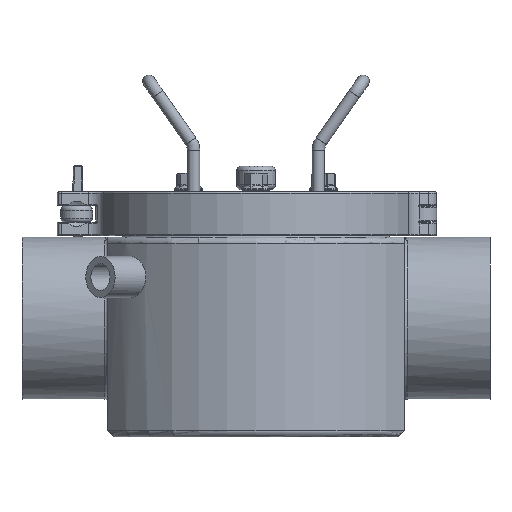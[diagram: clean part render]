
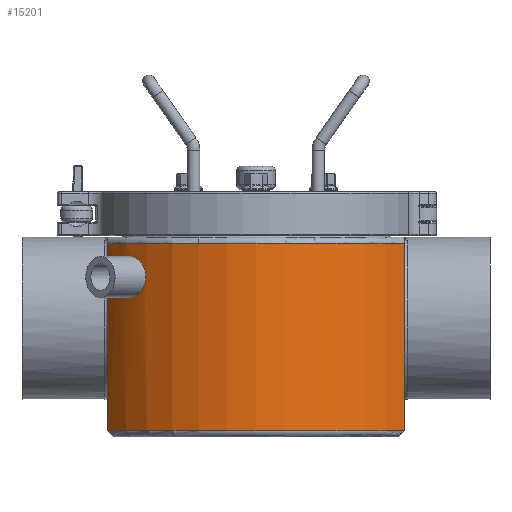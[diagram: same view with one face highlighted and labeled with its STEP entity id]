
A CAD part, front view. The second image highlights one B-rep face of the part: STEP entity #15201.
In plain terms, the highlighted cylindrical face has radius 114 mm (diameter 228 mm), a partial arc.
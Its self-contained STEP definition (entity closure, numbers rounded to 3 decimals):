
#545=B_SPLINE_CURVE_WITH_KNOTS('',3,(#22744,#22745,#22746,#22747,#22748,
#22749,#22750,#22751,#22752,#22753,#22754,#22755,#22756,#22757,#22758,#22759,
#22760,#22761,#22762,#22763,#22764,#22765,#22766,#22767,#22768,#22769,#22770,
#22771,#22772,#22773,#22774,#22775,#22776,#22777),.UNSPECIFIED.,.F.,.F.,
(4,2,2,2,2,2,2,2,2,2,2,2,2,2,2,2,4),(0.,0.5,0.999,
1.499,1.998,2.498,2.998,3.497,
3.997,4.496,4.996,5.496,5.995,
6.495,6.994,7.494,7.994),
 .UNSPECIFIED.);
#971=FACE_BOUND('',#2429,.T.);
#1410=FACE_OUTER_BOUND('',#2428,.T.);
#2428=EDGE_LOOP('',(#9725,#9726,#9727,#9728));
#2429=EDGE_LOOP('',(#9729));
#3566=CIRCLE('',#16340,114.);
#3567=CIRCLE('',#16342,114.);
#4603=LINE('',#23292,#5214);
#4604=LINE('',#23295,#5215);
#5214=VECTOR('',#18400,10.);
#5215=VECTOR('',#18403,10.);
#5789=VERTEX_POINT('',#22740);
#5871=VERTEX_POINT('',#23186);
#5876=VERTEX_POINT('',#23227);
#5882=VERTEX_POINT('',#23273);
#5883=VERTEX_POINT('',#23294);
#7130=EDGE_CURVE('',#5789,#5789,#545,.T.);
#7247=EDGE_CURVE('',#5871,#5882,#4603,.T.);
#7248=EDGE_CURVE('',#5883,#5876,#4604,.T.);
#7328=EDGE_CURVE('',#5871,#5876,#3566,.T.);
#7329=EDGE_CURVE('',#5882,#5883,#3567,.T.);
#9725=ORIENTED_EDGE('',*,*,#7248,.T.);
#9726=ORIENTED_EDGE('',*,*,#7328,.F.);
#9727=ORIENTED_EDGE('',*,*,#7247,.T.);
#9728=ORIENTED_EDGE('',*,*,#7329,.T.);
#9729=ORIENTED_EDGE('',*,*,#7130,.T.);
#13820=CYLINDRICAL_SURFACE('',#16341,114.);
#15201=ADVANCED_FACE('',(#1410,#971),#13820,.T.);
#16340=AXIS2_PLACEMENT_3D('',#23788,#18565,#18566);
#16341=AXIS2_PLACEMENT_3D('',#23789,#18567,#18568);
#16342=AXIS2_PLACEMENT_3D('',#23790,#18569,#18570);
#18400=DIRECTION('',(0.,0.,1.));
#18403=DIRECTION('',(0.,0.,-1.));
#18565=DIRECTION('center_axis',(0.,0.,-1.));
#18566=DIRECTION('ref_axis',(1.,0.,0.));
#18567=DIRECTION('center_axis',(0.,0.,-1.));
#18568=DIRECTION('ref_axis',(0.,-1.,0.));
#18569=DIRECTION('center_axis',(0.,0.,-1.));
#18570=DIRECTION('ref_axis',(1.,0.,0.));
#22740=CARTESIAN_POINT('',(-89.433,-70.695,-40.));
#22744=CARTESIAN_POINT('Ctrl Pts',(-89.433,-70.695,-40.));
#22745=CARTESIAN_POINT('Ctrl Pts',(-89.433,-70.695,-38.335));
#22746=CARTESIAN_POINT('Ctrl Pts',(-89.226,-70.959,
-36.559));
#22747=CARTESIAN_POINT('Ctrl Pts',(-88.373,-72.019,
-33.295));
#22748=CARTESIAN_POINT('Ctrl Pts',(-87.725,-72.813,
-31.806));
#22749=CARTESIAN_POINT('Ctrl Pts',(-86.2,-74.612,
-29.455));
#22750=CARTESIAN_POINT('Ctrl Pts',(-85.22,-75.738,
-28.436));
#22751=CARTESIAN_POINT('Ctrl Pts',(-83.015,-78.149,
-27.083));
#22752=CARTESIAN_POINT('Ctrl Pts',(-81.788,-79.433,-26.75));
#22753=CARTESIAN_POINT('Ctrl Pts',(-79.433,-81.788,-26.75));
#22754=CARTESIAN_POINT('Ctrl Pts',(-78.149,-83.015,
-27.083));
#22755=CARTESIAN_POINT('Ctrl Pts',(-75.738,-85.22,
-28.436));
#22756=CARTESIAN_POINT('Ctrl Pts',(-74.612,-86.2,
-29.455));
#22757=CARTESIAN_POINT('Ctrl Pts',(-72.813,-87.725,
-31.806));
#22758=CARTESIAN_POINT('Ctrl Pts',(-72.019,-88.373,
-33.295));
#22759=CARTESIAN_POINT('Ctrl Pts',(-70.959,-89.226,
-36.559));
#22760=CARTESIAN_POINT('Ctrl Pts',(-70.695,-89.433,-38.335));
#22761=CARTESIAN_POINT('Ctrl Pts',(-70.695,-89.433,-41.665));
#22762=CARTESIAN_POINT('Ctrl Pts',(-70.959,-89.226,
-43.441));
#22763=CARTESIAN_POINT('Ctrl Pts',(-72.019,-88.373,
-46.705));
#22764=CARTESIAN_POINT('Ctrl Pts',(-72.813,-87.725,
-48.194));
#22765=CARTESIAN_POINT('Ctrl Pts',(-74.612,-86.2,
-50.545));
#22766=CARTESIAN_POINT('Ctrl Pts',(-75.738,-85.22,
-51.564));
#22767=CARTESIAN_POINT('Ctrl Pts',(-78.149,-83.015,
-52.917));
#22768=CARTESIAN_POINT('Ctrl Pts',(-79.433,-81.788,-53.25));
#22769=CARTESIAN_POINT('Ctrl Pts',(-81.788,-79.433,-53.25));
#22770=CARTESIAN_POINT('Ctrl Pts',(-83.015,-78.149,
-52.917));
#22771=CARTESIAN_POINT('Ctrl Pts',(-85.22,-75.738,
-51.564));
#22772=CARTESIAN_POINT('Ctrl Pts',(-86.2,-74.612,
-50.545));
#22773=CARTESIAN_POINT('Ctrl Pts',(-87.725,-72.813,
-48.194));
#22774=CARTESIAN_POINT('Ctrl Pts',(-88.373,-72.019,
-46.705));
#22775=CARTESIAN_POINT('Ctrl Pts',(-89.226,-70.959,
-43.441));
#22776=CARTESIAN_POINT('Ctrl Pts',(-89.433,-70.695,
-41.665));
#22777=CARTESIAN_POINT('Ctrl Pts',(-89.433,-70.695,
-40.));
#23186=CARTESIAN_POINT('',(95.,-63.016,-138.5));
#23227=CARTESIAN_POINT('',(-95.,-63.016,-138.5));
#23273=CARTESIAN_POINT('',(95.,-63.016,-18.5));
#23292=CARTESIAN_POINT('',(95.,-63.016,-78.5));
#23294=CARTESIAN_POINT('',(-95.,-63.016,-18.5));
#23295=CARTESIAN_POINT('',(-95.,-63.016,-78.5));
#23788=CARTESIAN_POINT('Origin',(0.,0.,-138.5));
#23789=CARTESIAN_POINT('Origin',(0.,0.,-78.5));
#23790=CARTESIAN_POINT('Origin',(0.,0.,-18.5));
